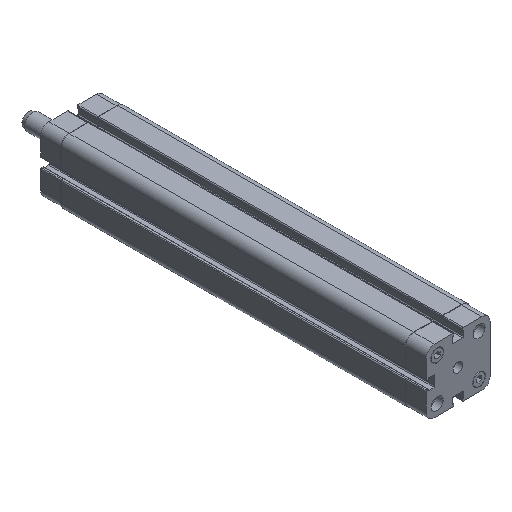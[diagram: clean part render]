
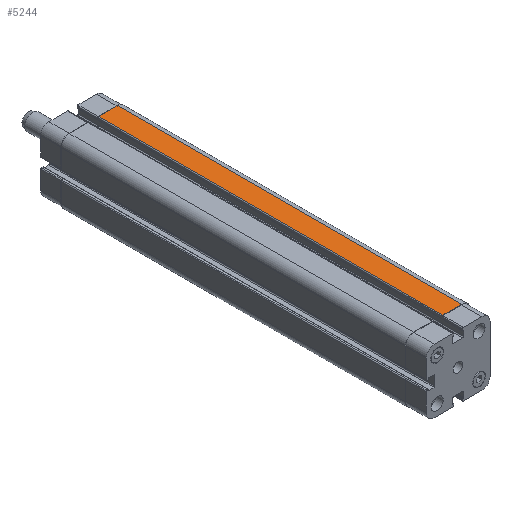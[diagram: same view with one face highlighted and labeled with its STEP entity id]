
A CAD part, isometric view. The second image highlights one B-rep face of the part: STEP entity #5244.
In plain terms, the highlighted planar face has unit normal (0, 0, 1).
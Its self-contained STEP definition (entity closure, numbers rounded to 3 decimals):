
#3671=CARTESIAN_POINT('',(3.25,107.,20.05));
#3672=VERTEX_POINT('',#3671);
#3680=CARTESIAN_POINT('',(15.05,107.,20.05));
#3681=VERTEX_POINT('',#3680);
#3682=CARTESIAN_POINT('',(15.05,107.,20.05));
#3683=DIRECTION('',(-1.0,0.0,0.0));
#3684=VECTOR('',#3683,11.8);
#3685=LINE('',#3682,#3684);
#3686=EDGE_CURVE('',#3681,#3672,#3685,.T.);
#4738=CARTESIAN_POINT('',(15.05,-107.,20.05));
#4739=VERTEX_POINT('',#4738);
#4747=CARTESIAN_POINT('',(3.25,-107.,20.05));
#4748=VERTEX_POINT('',#4747);
#4749=CARTESIAN_POINT('',(3.25,-107.,20.05));
#4750=DIRECTION('',(1.0,0.0,0.0));
#4751=VECTOR('',#4750,11.8);
#4752=LINE('',#4749,#4751);
#4753=EDGE_CURVE('',#4748,#4739,#4752,.T.);
#5217=CARTESIAN_POINT('',(15.05,-107.,20.05));
#5218=DIRECTION('',(0.0,1.0,0.0));
#5219=VECTOR('',#5218,214.);
#5220=LINE('',#5217,#5219);
#5221=EDGE_CURVE('',#4739,#3681,#5220,.T.);
#5228=CARTESIAN_POINT('',(15.05,0.0,20.05));
#5229=DIRECTION('',(0.0,0.0,1.0));
#5230=DIRECTION('',(1.0,0.0,0.0));
#5231=AXIS2_PLACEMENT_3D('',#5228,#5229,#5230);
#5232=PLANE('',#5231);
#5233=ORIENTED_EDGE('',*,*,#3686,.T.);
#5234=CARTESIAN_POINT('',(3.25,-107.,20.05));
#5235=DIRECTION('',(0.0,1.0,0.0));
#5236=VECTOR('',#5235,214.);
#5237=LINE('',#5234,#5236);
#5238=EDGE_CURVE('',#4748,#3672,#5237,.T.);
#5239=ORIENTED_EDGE('',*,*,#5238,.F.);
#5240=ORIENTED_EDGE('',*,*,#4753,.T.);
#5241=ORIENTED_EDGE('',*,*,#5221,.T.);
#5242=EDGE_LOOP('',(#5233,#5239,#5240,#5241));
#5243=FACE_OUTER_BOUND('',#5242,.T.);
#5244=ADVANCED_FACE('',(#5243),#5232,.T.);
